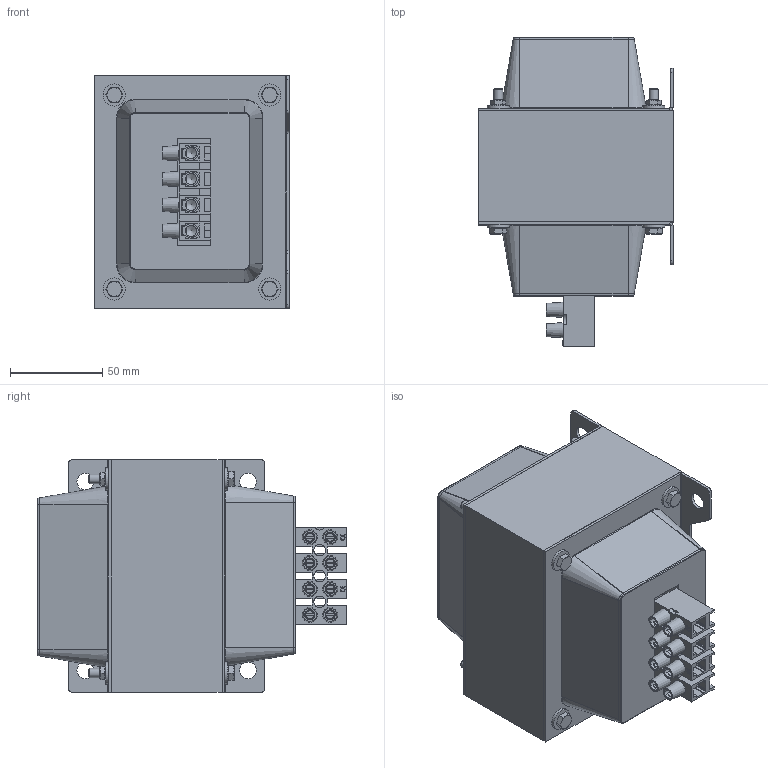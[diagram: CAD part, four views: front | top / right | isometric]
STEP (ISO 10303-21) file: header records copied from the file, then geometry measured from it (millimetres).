
FILE_DESCRIPTION(/* description */ (''),/* implementation_level */ '2;1');
FILE_NAME(/* name */ 'AMD02210621.stp',/* time_stamp */ '2023-11-29T14:10:37+01:00',/* author */ ('velazquez'),/* organization */ (''),/* preprocessor_version */ 'ST-DEVELOPER v19.2',/* originating_system */ 'Autodesk Inventor 2023',/* authorisation */ '');
FILE_SCHEMA (('AUTOMOTIVE_DESIGN { 1 0 10303 214 3 1 1 }'));
Products named in the file (26): AMD02210621; EI126 x 105 - 60 Azul; TAPA RC42 CIEGA; TAPA RC42 VENTANA 4 ELEMENTOS 16; 1216 TS 4 elementos; T-1030045-01 (C-A1216); T-1020035-03 (B-1016 TS); T-1010008-02 (T-M4); T-1020035-03 (B-1016 TS)_1; T-1010008-02 (T-M4)_1; T-1010008-02 (T-M4)_2; T-1020035-03 (B-1016 TS)_2; T-1010008-02 (T-M4)_3; T-1010008-02 (T-M4)_4; T-1020035-03 (B-1016 TS)_3; T-1010008-02 (T-M4)_5; T-1010008-02 (T-M4)_6; T-1020035-03 (B-1016 TS)_4; T-1010008-02 (T-M4)_7; T-1010008-02 (T-M4)_8; T-1020035-03 (B-1016 TS)_5; T-1010008-02 (T-M4)_9; T-1010008-02 (T-M4)_10; centrador M5; DIN 933 - M5  x 75; DIN 934 - M4
Assembly tree (48 placements, depth 3):
  AMD02210621
    EI126 x 105 - 60 Azul
    TAPA RC42 CIEGA
    TAPA RC42 VENTANA 4 ELEMENTOS 16
    1216 TS 4 elementos
      T-1030045-01 (C-A1216)
      T-1020035-03 (B-1016 TS)  x4
      T-1010008-02 (T-M4)  x8
      T-1020035-03 (B-1016 TS)_1
      T-1010008-02 (T-M4)_1
      T-1010008-02 (T-M4)_2
      T-1020035-03 (B-1016 TS)_2
      T-1010008-02 (T-M4)_3
      T-1010008-02 (T-M4)_4
      T-1020035-03 (B-1016 TS)_3
      T-1010008-02 (T-M4)_5
      T-1010008-02 (T-M4)_6
      T-1020035-03 (B-1016 TS)_4
      T-1010008-02 (T-M4)_7
      T-1010008-02 (T-M4)_8
      T-1020035-03 (B-1016 TS)_5
      T-1010008-02 (T-M4)_9
      T-1010008-02 (T-M4)_10
    centrador M5  x8
    DIN 933 - M5  x 75  x4
    DIN 934 - M4  x4
Bounding box: 105 x 167.5 x 126 mm (x, y, z)
Volume: 690287.6 mm3; surface area: 203094.7 mm2
Topology: 40 solids, 40 shells, 1657 faces, 4125 edges, 2691 vertices
Faces by surface type: plane 1104, cylinder 226, bspline 167, cone 112, torus 48
Full cylindrical faces by diameter (mm): 3.242 x12, 4 x8, 4.567 x4, 5 x12, 5.9 x8, 6 x16, 6.3 x3, 6.5 x4, 6.7 x4, 9 x4, 12 x8
Entity records: 61964 total; most frequent: CARTESIAN_POINT 28172, ORIENTED_EDGE 6980, DIRECTION 6122, EDGE_CURVE 3490, LINE 2620, VECTOR 2620, VERTEX_POINT 2285, AXIS2_PLACEMENT_3D 1751
